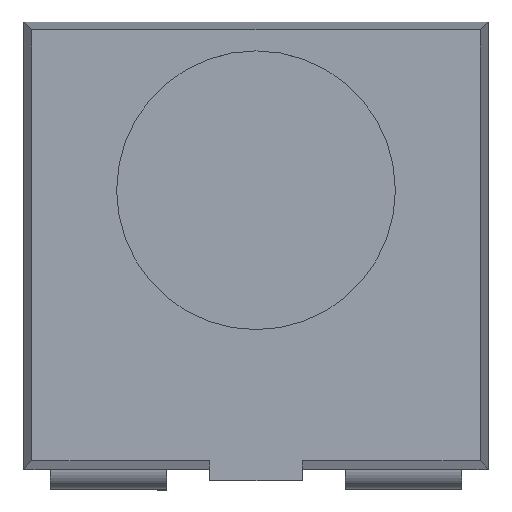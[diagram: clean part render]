
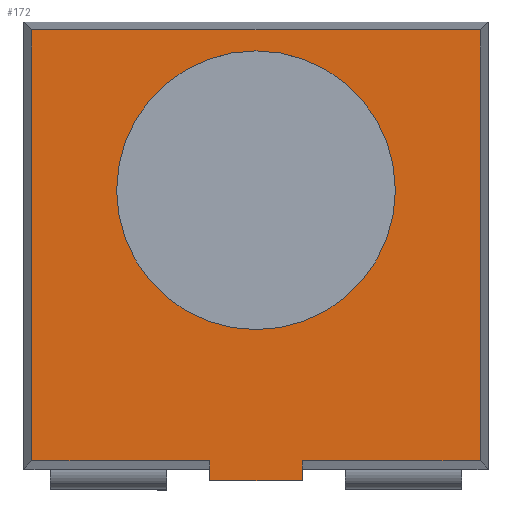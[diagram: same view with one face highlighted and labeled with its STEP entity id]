
A CAD part, top view. The second image highlights one B-rep face of the part: STEP entity #172.
In plain terms, the highlighted planar face has unit normal (0, 0, 1).
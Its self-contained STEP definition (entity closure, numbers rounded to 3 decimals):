
#10 = VERTEX_POINT ( 'NONE', #215 ) ;
#85 = EDGE_CURVE ( 'NONE', #144, #86, #2497, .T. ) ;
#86 = VERTEX_POINT ( 'NONE', #2444 ) ;
#94 = EDGE_CURVE ( 'NONE', #86, #131, #2479, .T. ) ;
#96 = EDGE_CURVE ( 'NONE', #131, #177, #2503, .T. ) ;
#97 = EDGE_CURVE ( 'NONE', #98, #10, #2562, .T. ) ;
#98 = VERTEX_POINT ( 'NONE', #2557 ) ;
#105 = EDGE_CURVE ( 'NONE', #10, #98, #2550, .T. ) ;
#121 = EDGE_CURVE ( 'NONE', #191, #122, #2575, .T. ) ;
#122 = VERTEX_POINT ( 'NONE', #2571 ) ;
#131 = VERTEX_POINT ( 'NONE', #2528 ) ;
#132 = ORIENTED_EDGE ( 'NONE', *, *, #85, .T. ) ;
#133 = ORIENTED_EDGE ( 'NONE', *, *, #94, .T. ) ;
#134 = ORIENTED_EDGE ( 'NONE', *, *, #96, .T. ) ;
#135 = VERTEX_POINT ( 'NONE', #2527 ) ;
#137 = EDGE_CURVE ( 'NONE', #122, #135, #2526, .T. ) ;
#144 = VERTEX_POINT ( 'NONE', #2512 ) ;
#146 = EDGE_CURVE ( 'NONE', #135, #144, #2511, .T. ) ;
#154 = VERTEX_POINT ( 'NONE', #2493 ) ;
#156 = EDGE_CURVE ( 'NONE', #177, #154, #2492, .T. ) ;
#164 = ORIENTED_EDGE ( 'NONE', *, *, #156, .T. ) ;
#165 = ORIENTED_EDGE ( 'NONE', *, *, #193, .T. ) ;
#166 = ORIENTED_EDGE ( 'NONE', *, *, #121, .T. ) ;
#167 = ORIENTED_EDGE ( 'NONE', *, *, #137, .T. ) ;
#168 = EDGE_LOOP ( 'NONE', ( #186, #187 ) ) ;
#172 = ADVANCED_FACE ( 'NONE', ( #2488, #2487 ), #2486, .T. ) ;
#173 = EDGE_LOOP ( 'NONE', ( #132, #133, #134, #164, #165, #166, #167, #185 ) ) ;
#177 = VERTEX_POINT ( 'NONE', #2462 ) ;
#185 = ORIENTED_EDGE ( 'NONE', *, *, #146, .T. ) ;
#186 = ORIENTED_EDGE ( 'NONE', *, *, #97, .T. ) ;
#187 = ORIENTED_EDGE ( 'NONE', *, *, #105, .T. ) ;
#191 = VERTEX_POINT ( 'NONE', #1072 ) ;
#193 = EDGE_CURVE ( 'NONE', #154, #191, #1065, .T. ) ;
#215 = CARTESIAN_POINT ( 'NONE',  ( 1.2, 0., 0. ) ) ;
#1063 = VECTOR ( 'NONE', #1066, 1000. ) ;
#1064 = CARTESIAN_POINT ( 'NONE',  ( -0.4, -2.5, 0. ) ) ;
#1065 = LINE ( 'NONE', #1064, #1063 ) ;
#1066 = DIRECTION ( 'NONE',  ( 0., -1., 0. ) ) ;
#1072 = CARTESIAN_POINT ( 'NONE',  ( -0.4, -2.5, 0. ) ) ;
#2444 = CARTESIAN_POINT ( 'NONE',  ( 1.93, 1.38, 0. ) ) ;
#2445 = DIRECTION ( 'NONE',  ( 0., 1., 0. ) ) ;
#2446 = VECTOR ( 'NONE', #2445, 1000. ) ;
#2462 = CARTESIAN_POINT ( 'NONE',  ( -1.93, -2.33, 0. ) ) ;
#2472 = CARTESIAN_POINT ( 'NONE',  ( 1.93, -2.5, 0. ) ) ;
#2479 = LINE ( 'NONE', #2506, #2505 ) ;
#2482 = DIRECTION ( 'NONE',  ( 1., 0., 0. ) ) ;
#2483 = DIRECTION ( 'NONE',  ( 0., 0., 1. ) ) ;
#2484 = CARTESIAN_POINT ( 'NONE',  ( 1.93, -2.5, 0. ) ) ;
#2485 = AXIS2_PLACEMENT_3D ( 'NONE', #2484, #2483, #2482 ) ;
#2486 = PLANE ( 'NONE',  #2485 ) ;
#2487 = FACE_BOUND ( 'NONE', #168, .T. ) ;
#2488 = FACE_OUTER_BOUND ( 'NONE', #173, .T. ) ;
#2489 = DIRECTION ( 'NONE',  ( 1., 0., 0. ) ) ;
#2490 = VECTOR ( 'NONE', #2489, 1000. ) ;
#2491 = CARTESIAN_POINT ( 'NONE',  ( 1.93, -2.33, 0. ) ) ;
#2492 = LINE ( 'NONE', #2491, #2490 ) ;
#2493 = CARTESIAN_POINT ( 'NONE',  ( -0.4, -2.33, 0. ) ) ;
#2497 = LINE ( 'NONE', #2472, #2446 ) ;
#2502 = CARTESIAN_POINT ( 'NONE',  ( -1.93, -2.5, 0. ) ) ;
#2503 = LINE ( 'NONE', #2502, #2564 ) ;
#2504 = DIRECTION ( 'NONE',  ( -1., 0., 0. ) ) ;
#2505 = VECTOR ( 'NONE', #2504, 1000. ) ;
#2506 = CARTESIAN_POINT ( 'NONE',  ( 1.93, 1.38, 0. ) ) ;
#2508 = DIRECTION ( 'NONE',  ( 1., 0., 0. ) ) ;
#2509 = VECTOR ( 'NONE', #2508, 1000. ) ;
#2510 = CARTESIAN_POINT ( 'NONE',  ( 1.93, -2.33, 0. ) ) ;
#2511 = LINE ( 'NONE', #2510, #2509 ) ;
#2512 = CARTESIAN_POINT ( 'NONE',  ( 1.93, -2.33, 0. ) ) ;
#2523 = DIRECTION ( 'NONE',  ( 0., 1., 0. ) ) ;
#2524 = VECTOR ( 'NONE', #2523, 1000. ) ;
#2525 = CARTESIAN_POINT ( 'NONE',  ( 0.4, -2.5, 0. ) ) ;
#2526 = LINE ( 'NONE', #2525, #2524 ) ;
#2527 = CARTESIAN_POINT ( 'NONE',  ( 0.4, -2.33, 0. ) ) ;
#2528 = CARTESIAN_POINT ( 'NONE',  ( -1.93, 1.38, 0. ) ) ;
#2542 = DIRECTION ( 'NONE',  ( 1., 0., 0. ) ) ;
#2543 = DIRECTION ( 'NONE',  ( 0., 0., -1. ) ) ;
#2544 = CARTESIAN_POINT ( 'NONE',  ( 0., 0., 0. ) ) ;
#2545 = AXIS2_PLACEMENT_3D ( 'NONE', #2544, #2543, #2542 ) ;
#2550 = CIRCLE ( 'NONE', #2545, 1.2 ) ;
#2557 = CARTESIAN_POINT ( 'NONE',  ( -1.2, 0., 0. ) ) ;
#2558 = DIRECTION ( 'NONE',  ( 1., 0., 0. ) ) ;
#2559 = DIRECTION ( 'NONE',  ( 0., 0., -1. ) ) ;
#2560 = CARTESIAN_POINT ( 'NONE',  ( 0., 0., 0. ) ) ;
#2561 = AXIS2_PLACEMENT_3D ( 'NONE', #2560, #2559, #2558 ) ;
#2562 = CIRCLE ( 'NONE', #2561, 1.2 ) ;
#2563 = DIRECTION ( 'NONE',  ( 0., -1., 0. ) ) ;
#2564 = VECTOR ( 'NONE', #2563, 1000. ) ;
#2571 = CARTESIAN_POINT ( 'NONE',  ( 0.4, -2.5, 0. ) ) ;
#2572 = DIRECTION ( 'NONE',  ( 1., 0., 0. ) ) ;
#2573 = VECTOR ( 'NONE', #2572, 1000. ) ;
#2574 = CARTESIAN_POINT ( 'NONE',  ( 1.93, -2.5, 0. ) ) ;
#2575 = LINE ( 'NONE', #2574, #2573 ) ;
